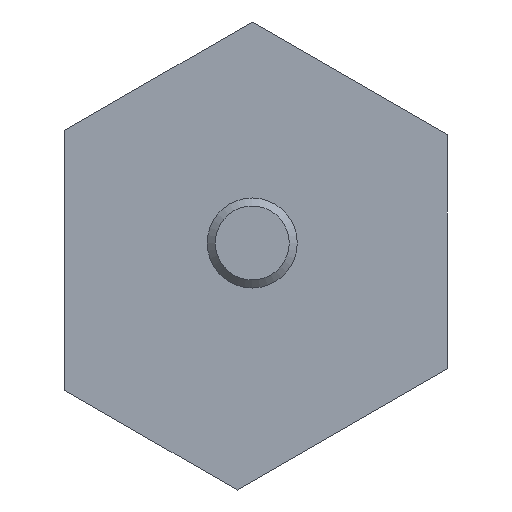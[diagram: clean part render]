
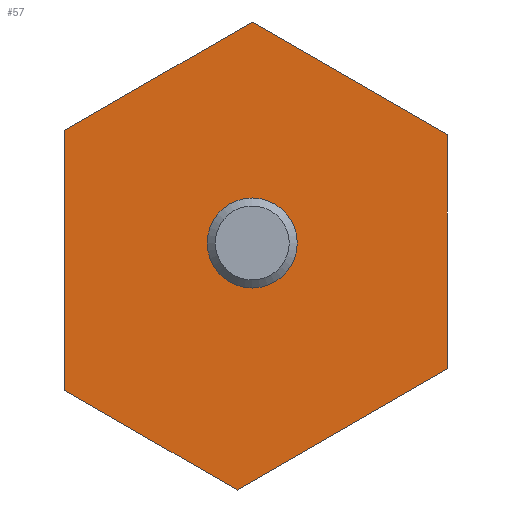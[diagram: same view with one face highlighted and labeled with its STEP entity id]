
A CAD part, front view. The second image highlights one B-rep face of the part: STEP entity #57.
In plain terms, the highlighted planar face has unit normal (0, -1, 0).
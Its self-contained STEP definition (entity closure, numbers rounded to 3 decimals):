
#57 = ADVANCED_FACE( '', ( #129, #130 ), #131, .F. );
#129 = FACE_BOUND( '', #214, .T. );
#130 = FACE_OUTER_BOUND( '', #215, .T. );
#131 = PLANE( '', #216 );
#214 = EDGE_LOOP( '', ( #311 ) );
#215 = EDGE_LOOP( '', ( #312, #313, #314, #315, #316, #317 ) );
#216 = AXIS2_PLACEMENT_3D( '', #318, #319, #320 );
#311 = ORIENTED_EDGE( '', *, *, #466, .F. );
#312 = ORIENTED_EDGE( '', *, *, #474, .F. );
#313 = ORIENTED_EDGE( '', *, *, #475, .F. );
#314 = ORIENTED_EDGE( '', *, *, #476, .F. );
#315 = ORIENTED_EDGE( '', *, *, #477, .F. );
#316 = ORIENTED_EDGE( '', *, *, #478, .F. );
#317 = ORIENTED_EDGE( '', *, *, #468, .F. );
#318 = CARTESIAN_POINT( '', ( 0., 0., 0. ) );
#319 = DIRECTION( '', ( 0., 1., 0. ) );
#320 = DIRECTION( '', ( 0., 0., 1. ) );
#466 = EDGE_CURVE( '', #543, #543, #544, .F. );
#468 = EDGE_CURVE( '', #546, #547, #548, .T. );
#474 = EDGE_CURVE( '', #555, #546, #556, .T. );
#475 = EDGE_CURVE( '', #557, #555, #558, .T. );
#476 = EDGE_CURVE( '', #559, #557, #560, .T. );
#477 = EDGE_CURVE( '', #561, #559, #562, .T. );
#478 = EDGE_CURVE( '', #547, #561, #563, .T. );
#543 = VERTEX_POINT( '', #648 );
#544 = CIRCLE( '', #649, 6. );
#546 = VERTEX_POINT( '', #651 );
#547 = VERTEX_POINT( '', #652 );
#548 = LINE( '', #653, #654 );
#555 = VERTEX_POINT( '', #663 );
#556 = LINE( '', #664, #665 );
#557 = VERTEX_POINT( '', #666 );
#558 = LINE( '', #667, #668 );
#559 = VERTEX_POINT( '', #669 );
#560 = LINE( '', #670, #671 );
#561 = VERTEX_POINT( '', #672 );
#562 = LINE( '', #673, #674 );
#563 = LINE( '', #675, #676 );
#648 = CARTESIAN_POINT( '', ( 0., 0., 6. ) );
#649 = AXIS2_PLACEMENT_3D( '', #772, #773, #774 );
#651 = CARTESIAN_POINT( '', ( -25., 0., -19.63 ) );
#652 = CARTESIAN_POINT( '', ( -25., 0., 15.011 ) );
#653 = CARTESIAN_POINT( '', ( -25., 0., -19.63 ) );
#654 = VECTOR( '', #775, 1000. );
#663 = CARTESIAN_POINT( '', ( -2., 0., -32.909 ) );
#664 = CARTESIAN_POINT( '', ( -2., 0., -32.909 ) );
#665 = VECTOR( '', #781, 1000. );
#666 = CARTESIAN_POINT( '', ( 26., 0., -16.743 ) );
#667 = CARTESIAN_POINT( '', ( 26., 0., -16.743 ) );
#668 = VECTOR( '', #782, 1000. );
#669 = CARTESIAN_POINT( '', ( 26., 0., 14.434 ) );
#670 = CARTESIAN_POINT( '', ( 26., 0., 14.434 ) );
#671 = VECTOR( '', #783, 1000. );
#672 = CARTESIAN_POINT( '', ( 0., 0., 29.445 ) );
#673 = CARTESIAN_POINT( '', ( 0., 0., 29.445 ) );
#674 = VECTOR( '', #784, 1000. );
#675 = CARTESIAN_POINT( '', ( -25., 0., 15.011 ) );
#676 = VECTOR( '', #785, 1000. );
#772 = CARTESIAN_POINT( '', ( 0., 0., 0. ) );
#773 = DIRECTION( '', ( 0., 1., 0. ) );
#774 = DIRECTION( '', ( 0., 0., 1. ) );
#775 = DIRECTION( '', ( 0., 0., 1. ) );
#781 = DIRECTION( '', ( -0.866, 0., 0.5 ) );
#782 = DIRECTION( '', ( -0.866, 0., -0.5 ) );
#783 = DIRECTION( '', ( 0., 0., -1. ) );
#784 = DIRECTION( '', ( 0.866, 0., -0.5 ) );
#785 = DIRECTION( '', ( 0.866, 0., 0.5 ) );
